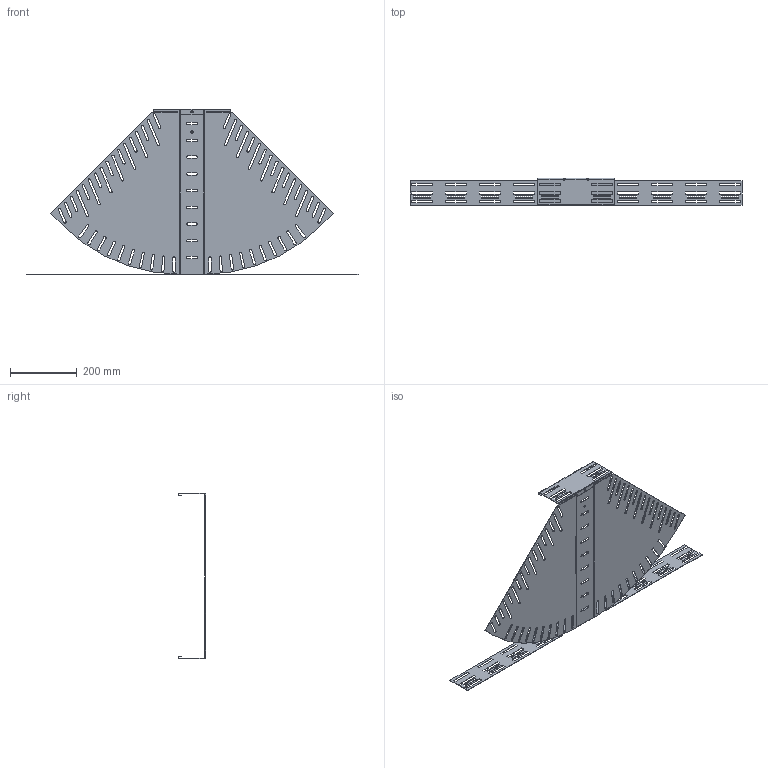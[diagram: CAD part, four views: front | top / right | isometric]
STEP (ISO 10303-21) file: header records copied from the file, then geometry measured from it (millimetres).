
FILE_DESCRIPTION (( 'STEP AP214' ), '1' );
FILE_NAME ('6037228.STEP', '2024-10-24T14:26:40', ( '' ), ( '' ), 'SwSTEP 2.0', 'SolidWorks 2024', '' );
FILE_SCHEMA (( 'AUTOMOTIVE_DESIGN' ));
Length unit declared in the file: millimetre
Products named in the file (3): 181455_500; 6037228; 167655_85x0°
Assembly tree (2 placements, depth 2):
  6037228
    181455_500
    167655_85x0°
Bounding box: 992 x 82 x 495 mm (x, y, z)
Volume: 415570.4 mm3; surface area: 687736.7 mm2
Topology: 2 solids, 2 shells, 1054 faces, 3054 edges, 2004 vertices
Faces by surface type: plane 700, cylinder 344, bspline 10
Entity records: 35588 total; most frequent: CARTESIAN_POINT 6485, ORIENTED_EDGE 6108, DIRECTION 5780, EDGE_CURVE 3054, VECTOR 2346, LINE 2346, VERTEX_POINT 2004, AXIS2_PLACEMENT_3D 1717
